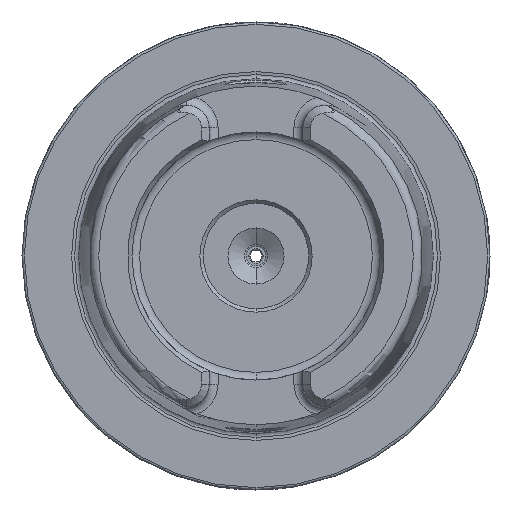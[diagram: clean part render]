
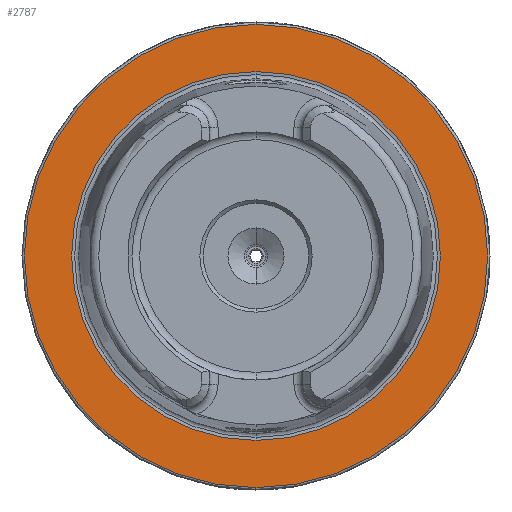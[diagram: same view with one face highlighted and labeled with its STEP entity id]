
A CAD part, left-side view. The second image highlights one B-rep face of the part: STEP entity #2787.
In plain terms, the highlighted planar face has unit normal (-1, 0, 0).
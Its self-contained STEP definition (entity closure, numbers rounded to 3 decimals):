
#12 = AXIS2_PLACEMENT_3D ( 'NONE', #3417, #3389, #3373 ) ;
#36 = CIRCLE ( 'NONE', #7103, 49.5 ) ;
#163 = VERTEX_POINT ( 'NONE', #7380 ) ;
#242 = VERTEX_POINT ( 'NONE', #8595 ) ;
#342 = EDGE_LOOP ( 'NONE', ( #448, #457 ) ) ;
#448 = ORIENTED_EDGE ( 'NONE', *, *, #5259, .F. ) ;
#457 = ORIENTED_EDGE ( 'NONE', *, *, #1992, .F. ) ;
#465 = ORIENTED_EDGE ( 'NONE', *, *, #1904, .T. ) ;
#543 = ORIENTED_EDGE ( 'NONE', *, *, #5326, .T. ) ;
#1821 = EDGE_LOOP ( 'NONE', ( #465, #543 ) ) ;
#1904 = EDGE_CURVE ( 'NONE', #242, #163, #36, .T. ) ;
#1992 = EDGE_CURVE ( 'NONE', #2955, #5561, #8125, .T. ) ;
#2273 = CARTESIAN_POINT ( 'NONE',  ( 0., 0., -39.405 ) ) ;
#2787 = ADVANCED_FACE ( 'NONE', ( #5671, #5767 ), #3427, .F. ) ;
#2955 = VERTEX_POINT ( 'NONE', #2273 ) ;
#3373 = DIRECTION ( 'NONE',  ( 0., 0., -1. ) ) ;
#3389 = DIRECTION ( 'NONE',  ( 1., 0., 0. ) ) ;
#3417 = CARTESIAN_POINT ( 'NONE',  ( 0., 49.5, 0. ) ) ;
#3427 = PLANE ( 'NONE',  #12 ) ;
#4486 = AXIS2_PLACEMENT_3D ( 'NONE', #8074, #8069, #8065 ) ;
#4532 = AXIS2_PLACEMENT_3D ( 'NONE', #8175, #8166, #8159 ) ;
#5066 = DIRECTION ( 'NONE',  ( -1., 0., 0. ) ) ;
#5099 = DIRECTION ( 'NONE',  ( 0., 0., 1. ) ) ;
#5156 = CARTESIAN_POINT ( 'NONE',  ( 0., 0., 0. ) ) ;
#5259 = EDGE_CURVE ( 'NONE', #5561, #2955, #8900, .T. ) ;
#5326 = EDGE_CURVE ( 'NONE', #163, #242, #8891, .T. ) ;
#5561 = VERTEX_POINT ( 'NONE', #6915 ) ;
#5671 = FACE_BOUND ( 'NONE', #342, .T. ) ;
#5767 = FACE_OUTER_BOUND ( 'NONE', #1821, .T. ) ;
#6915 = CARTESIAN_POINT ( 'NONE',  ( 0., 0., 39.405 ) ) ;
#7103 = AXIS2_PLACEMENT_3D ( 'NONE', #8182, #8171, #8235 ) ;
#7380 = CARTESIAN_POINT ( 'NONE',  ( 0., 0., -49.5 ) ) ;
#8065 = DIRECTION ( 'NONE',  ( 0., 0., 1. ) ) ;
#8069 = DIRECTION ( 'NONE',  ( -1., 0., 0. ) ) ;
#8074 = CARTESIAN_POINT ( 'NONE',  ( 0., 0., 0. ) ) ;
#8075 = AXIS2_PLACEMENT_3D ( 'NONE', #5156, #5066, #5099 ) ;
#8125 = CIRCLE ( 'NONE', #8075, 39.405 ) ;
#8159 = DIRECTION ( 'NONE',  ( 0., 0., 1. ) ) ;
#8166 = DIRECTION ( 'NONE',  ( -1., 0., 0. ) ) ;
#8171 = DIRECTION ( 'NONE',  ( -1., 0., 0. ) ) ;
#8175 = CARTESIAN_POINT ( 'NONE',  ( 0., 0., 0. ) ) ;
#8182 = CARTESIAN_POINT ( 'NONE',  ( 0., 0., 0. ) ) ;
#8235 = DIRECTION ( 'NONE',  ( 0., 0., 1. ) ) ;
#8595 = CARTESIAN_POINT ( 'NONE',  ( 0., 0., 49.5 ) ) ;
#8891 = CIRCLE ( 'NONE', #4486, 49.5 ) ;
#8900 = CIRCLE ( 'NONE', #4532, 39.405 ) ;
